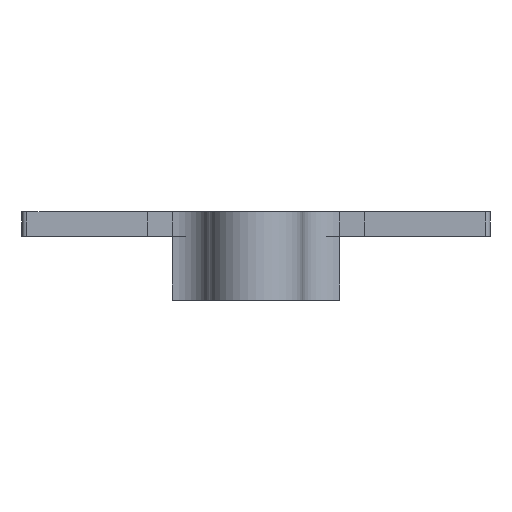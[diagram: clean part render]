
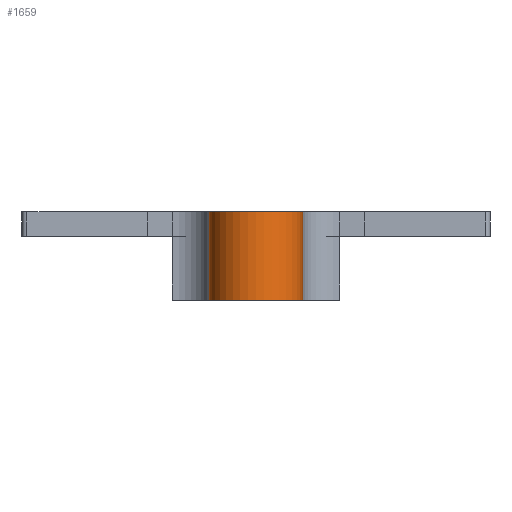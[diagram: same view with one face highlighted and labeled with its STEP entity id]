
A CAD part, left-side view. The second image highlights one B-rep face of the part: STEP entity #1659.
In plain terms, the highlighted cylindrical face has radius 3.81 mm (diameter 7.62 mm), a partial arc.
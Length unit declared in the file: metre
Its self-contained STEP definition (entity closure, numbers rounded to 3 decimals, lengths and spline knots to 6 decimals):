
#78=CIRCLE('',#1771,0.00381);
#79=CIRCLE('',#1772,0.00381);
#182=ORIENTED_EDGE('',*,*,#669,.F.);
#183=ORIENTED_EDGE('',*,*,#672,.F.);
#184=ORIENTED_EDGE('',*,*,#666,.F.);
#185=ORIENTED_EDGE('',*,*,#673,.F.);
#666=EDGE_CURVE('',#911,#910,#1072,.F.);
#669=EDGE_CURVE('',#913,#912,#1075,.F.);
#672=EDGE_CURVE('',#910,#913,#78,.T.);
#673=EDGE_CURVE('',#912,#911,#79,.F.);
#910=VERTEX_POINT('',#2472);
#911=VERTEX_POINT('',#2474);
#912=VERTEX_POINT('',#2478);
#913=VERTEX_POINT('',#2480);
#1072=LINE('',#2475,#1254);
#1075=LINE('',#2481,#1257);
#1254=VECTOR('',#1967,1.);
#1257=VECTOR('',#1972,1.);
#1419=EDGE_LOOP('',(#182,#183,#184,#185));
#1523=FACE_BOUND('',#1419,.T.);
#1621=CYLINDRICAL_SURFACE('',#1770,0.00381);
#1659=ADVANCED_FACE('',(#1523),#1621,.T.);
#1770=AXIS2_PLACEMENT_3D('',#2485,#1979,#1980);
#1771=AXIS2_PLACEMENT_3D('',#2486,#1981,#1982);
#1772=AXIS2_PLACEMENT_3D('',#2487,#1983,#1984);
#1967=DIRECTION('',(0.,0.,-1.));
#1972=DIRECTION('',(0.,0.,1.));
#1979=DIRECTION('',(0.,0.,-1.));
#1980=DIRECTION('',(-1.,0.,0.));
#1981=DIRECTION('',(0.,0.,1.));
#1982=DIRECTION('',(1.,0.,0.));
#1983=DIRECTION('',(0.,0.,1.));
#1984=DIRECTION('',(1.,0.,0.));
#2472=CARTESIAN_POINT('',(-0.02161,0.00381,0.0072));
#2474=CARTESIAN_POINT('',(-0.02161,0.00381,0.));
#2475=CARTESIAN_POINT('',(-0.02161,0.00381,-0.000002));
#2478=CARTESIAN_POINT('',(-0.02161,-0.00381,0.));
#2480=CARTESIAN_POINT('',(-0.02161,-0.00381,0.0072));
#2481=CARTESIAN_POINT('',(-0.02161,-0.00381,0.0072));
#2485=CARTESIAN_POINT('',(-0.02161,0.,0.0072));
#2486=CARTESIAN_POINT('',(-0.02161,0.,0.0072));
#2487=CARTESIAN_POINT('',(-0.02161,0.,0.));
